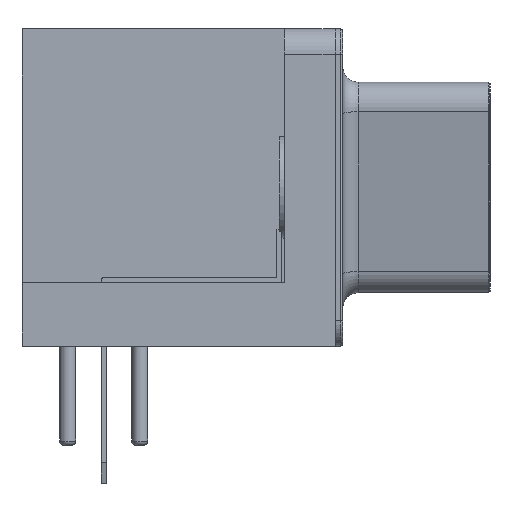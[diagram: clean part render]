
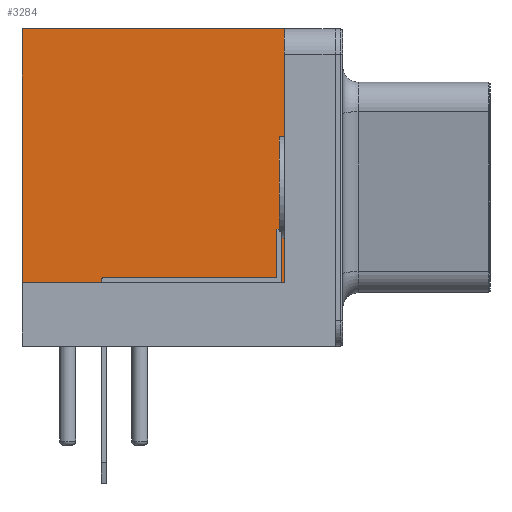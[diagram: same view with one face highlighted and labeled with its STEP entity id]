
A CAD part, left-side view. The second image highlights one B-rep face of the part: STEP entity #3284.
In plain terms, the highlighted planar face has unit normal (-1, 0, 0).
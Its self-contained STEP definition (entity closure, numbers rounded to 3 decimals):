
#2676 = VERTEX_POINT('',#2677);
#2677 = CARTESIAN_POINT('',(-4.405,1.8,12.5));
#2683 = EDGE_CURVE('',#2684,#2676,#2686,.T.);
#2684 = VERTEX_POINT('',#2685);
#2685 = CARTESIAN_POINT('',(-4.405,-8.54,12.5));
#2686 = LINE('',#2687,#2688);
#2687 = CARTESIAN_POINT('',(-4.405,-9.54,12.5));
#2688 = VECTOR('',#2689,1.);
#2689 = DIRECTION('',(0.,1.,0.));
#3254 = VERTEX_POINT('',#3255);
#3255 = CARTESIAN_POINT('',(-4.405,-8.54,2.5));
#3261 = EDGE_CURVE('',#3254,#2684,#3262,.T.);
#3262 = LINE('',#3263,#3264);
#3263 = CARTESIAN_POINT('',(-4.405,-8.54,2.5));
#3264 = VECTOR('',#3265,1.);
#3265 = DIRECTION('',(0.,0.,1.));
#3284 = ADVANCED_FACE('',(#3285),#3303,.F.);
#3285 = FACE_BOUND('',#3286,.F.);
#3286 = EDGE_LOOP('',(#3287,#3288,#3296,#3302));
#3287 = ORIENTED_EDGE('',*,*,#3261,.F.);
#3288 = ORIENTED_EDGE('',*,*,#3289,.T.);
#3289 = EDGE_CURVE('',#3254,#3290,#3292,.T.);
#3290 = VERTEX_POINT('',#3291);
#3291 = CARTESIAN_POINT('',(-4.405,1.8,2.5));
#3292 = LINE('',#3293,#3294);
#3293 = CARTESIAN_POINT('',(-4.405,-8.54,2.5));
#3294 = VECTOR('',#3295,1.);
#3295 = DIRECTION('',(-0.,1.,0.));
#3296 = ORIENTED_EDGE('',*,*,#3297,.T.);
#3297 = EDGE_CURVE('',#3290,#2676,#3298,.T.);
#3298 = LINE('',#3299,#3300);
#3299 = CARTESIAN_POINT('',(-4.405,1.8,4.375));
#3300 = VECTOR('',#3301,1.);
#3301 = DIRECTION('',(0.,0.,1.));
#3302 = ORIENTED_EDGE('',*,*,#2683,.F.);
#3303 = PLANE('',#3304);
#3304 = AXIS2_PLACEMENT_3D('',#3305,#3306,#3307);
#3305 = CARTESIAN_POINT('',(-4.405,-8.54,2.5));
#3306 = DIRECTION('',(1.,0.,0.));
#3307 = DIRECTION('',(0.,0.,1.));
